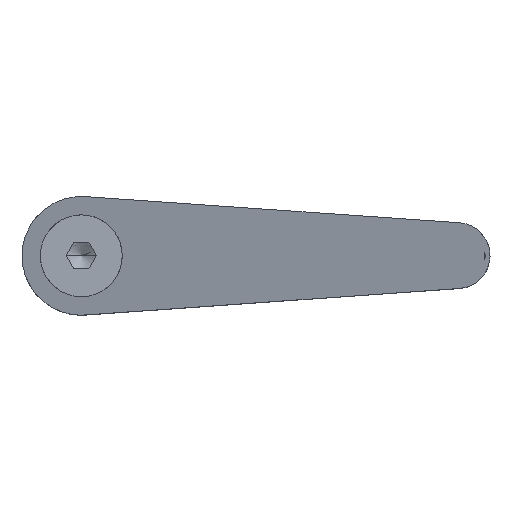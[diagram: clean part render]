
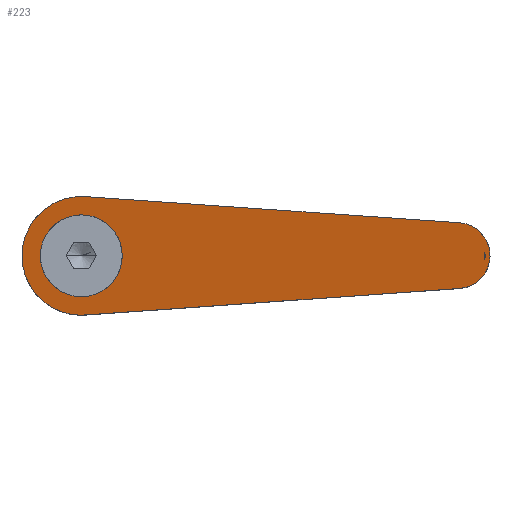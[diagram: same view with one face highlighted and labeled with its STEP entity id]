
A CAD part, top view. The second image highlights one B-rep face of the part: STEP entity #223.
In plain terms, the highlighted planar face has unit normal (-0.266, 0, 0.964).
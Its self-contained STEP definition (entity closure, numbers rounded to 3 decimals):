
#215=EDGE_CURVE('',#243,#507,#579,.T.);
#223=ADVANCED_FACE('',(#588,#589,#590),#591,.F.);
#243=VERTEX_POINT('',#613);
#249=VERTEX_POINT('',#620);
#259=VERTEX_POINT('',#631);
#265=EDGE_CURVE('',#249,#525,#639,.T.);
#271=EDGE_CURVE('',#525,#363,#645,.T.);
#277=VERTEX_POINT('',#652);
#335=EDGE_CURVE('',#259,#277,#718,.T.);
#349=EDGE_CURVE('',#363,#249,#733,.T.);
#355=EDGE_CURVE('',#453,#391,#739,.T.);
#363=VERTEX_POINT('',#747);
#387=EDGE_CURVE('',#391,#259,#772,.T.);
#391=VERTEX_POINT('',#776);
#421=EDGE_CURVE('',#277,#455,#808,.T.);
#439=EDGE_CURVE('',#455,#453,#829,.T.);
#453=VERTEX_POINT('',#843);
#455=VERTEX_POINT('',#845);
#507=VERTEX_POINT('',#905);
#525=VERTEX_POINT('',#925);
#541=EDGE_CURVE('',#243,#507,#944,.T.);
#579=CIRCLE('',#988,4.874);
#588=FACE_BOUND('',#999,.T.);
#589=FACE_OUTER_BOUND('',#1000,.T.);
#590=FACE_BOUND('',#1001,.T.);
#591=PLANE('',#1002);
#613=CARTESIAN_POINT('',(61.218,0.524,45.444));
#620=CARTESIAN_POINT('',(0.,6.2,28.579));
#631=CARTESIAN_POINT('',(0.632,8.978,28.753));
#639=ELLIPSE('',#1098,6.431,6.2);
#645=ELLIPSE('',#1106,6.431,6.2);
#652=CARTESIAN_POINT('',(-9.,0.,26.1));
#718=ELLIPSE('',#1226,9.335,9.);
#733=ELLIPSE('',#1249,6.431,6.2);
#739=ELLIPSE('',#1259,5.186,5.);
#747=CARTESIAN_POINT('',(0.,-6.2,28.579));
#772=LINE('',#1309,#1310);
#776=CARTESIAN_POINT('',(57.351,4.988,44.379));
#808=ELLIPSE('',#1370,9.335,9.);
#829=LINE('',#1397,#1398);
#843=CARTESIAN_POINT('',(57.351,-4.988,44.379));
#845=CARTESIAN_POINT('',(0.632,-8.978,28.753));
#905=CARTESIAN_POINT('',(61.218,-0.524,45.444));
#925=CARTESIAN_POINT('',(-1.001,6.119,28.304));
#944=ELLIPSE('',#1559,4.408,4.25);
#988=AXIS2_PLACEMENT_3D('',#1584,#1585,#1586);
#999=EDGE_LOOP('',(#1599,#1600));
#1000=EDGE_LOOP('',(#1601,#1602,#1603,#1604,#1605));
#1001=EDGE_LOOP('',(#1606,#1607,#1608));
#1002=AXIS2_PLACEMENT_3D('',#1609,#1610,#1611);
#1098=AXIS2_PLACEMENT_3D('',#1667,#1668,#1669);
#1106=AXIS2_PLACEMENT_3D('',#1673,#1674,#1675);
#1226=AXIS2_PLACEMENT_3D('',#1756,#1757,#1758);
#1249=AXIS2_PLACEMENT_3D('',#1773,#1774,#1775);
#1259=AXIS2_PLACEMENT_3D('',#1780,#1781,#1782);
#1309=CARTESIAN_POINT('',(33.351,6.676,37.767));
#1310=VECTOR('',#1804,1.0);
#1370=AXIS2_PLACEMENT_3D('',#1832,#1833,#1834);
#1397=CARTESIAN_POINT('',(59.719,-4.821,45.031));
#1398=VECTOR('',#1863,1.0);
#1559=AXIS2_PLACEMENT_3D('',#1992,#1993,#1994);
#1584=CARTESIAN_POINT('',(56.545,0.,44.157));
#1585=DIRECTION('',(0.266,0.,-0.964));
#1586=DIRECTION('',(0.066,0.998,0.018));
#1599=ORIENTED_EDGE('',*,*,#215,.F.);
#1600=ORIENTED_EDGE('',*,*,#541,.T.);
#1601=ORIENTED_EDGE('',*,*,#335,.T.);
#1602=ORIENTED_EDGE('',*,*,#421,.T.);
#1603=ORIENTED_EDGE('',*,*,#439,.T.);
#1604=ORIENTED_EDGE('',*,*,#355,.T.);
#1605=ORIENTED_EDGE('',*,*,#387,.T.);
#1606=ORIENTED_EDGE('',*,*,#271,.F.);
#1607=ORIENTED_EDGE('',*,*,#265,.F.);
#1608=ORIENTED_EDGE('',*,*,#349,.F.);
#1609=CARTESIAN_POINT('',(27.54,0.,36.166));
#1610=DIRECTION('',(0.266,0.,-0.964));
#1611=DIRECTION('',(0.256,0.964,0.071));
#1667=CARTESIAN_POINT('',(0.0,0.0,28.579));
#1668=DIRECTION('',(-0.266,0.,0.964));
#1669=DIRECTION('',(-0.964,0.0,-0.266));
#1673=CARTESIAN_POINT('',(0.0,0.0,28.579));
#1674=DIRECTION('',(-0.266,0.,0.964));
#1675=DIRECTION('',(-0.964,0.0,-0.266));
#1756=CARTESIAN_POINT('',(0.,0.,28.579));
#1757=DIRECTION('',(-0.266,0.,0.964));
#1758=DIRECTION('',(-0.964,0.,-0.266));
#1773=CARTESIAN_POINT('',(0.0,0.0,28.579));
#1774=DIRECTION('',(-0.266,0.,0.964));
#1775=DIRECTION('',(-0.964,0.0,-0.266));
#1780=CARTESIAN_POINT('',(57.0,0.,44.282));
#1781=DIRECTION('',(-0.266,0.,0.964));
#1782=DIRECTION('',(0.964,0.,0.266));
#1804=DIRECTION('',(-0.962,0.068,-0.265));
#1832=CARTESIAN_POINT('',(0.,0.,28.579));
#1833=DIRECTION('',(-0.266,0.,0.964));
#1834=DIRECTION('',(-0.964,0.,-0.266));
#1863=DIRECTION('',(0.962,0.068,0.265));
#1992=CARTESIAN_POINT('',(57.0,0.,44.282));
#1993=DIRECTION('',(0.266,0.,-0.964));
#1994=DIRECTION('',(0.964,0.,0.266));
